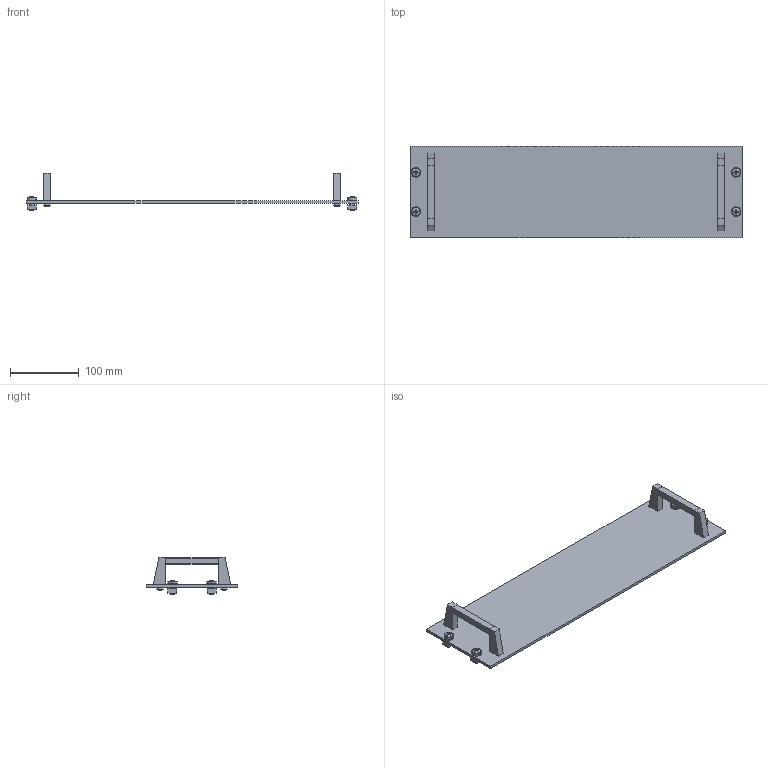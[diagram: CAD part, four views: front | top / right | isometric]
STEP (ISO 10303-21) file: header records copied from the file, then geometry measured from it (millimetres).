
FILE_DESCRIPTION (( 'STEP AP214' ), '1' );
FILE_NAME ('2056-7003-00-04.step', '2024-11-05T06:09:33', ( '' ), ( '' ), 'SwSTEP 2.0', 'SolidWorks 2019', '' );
FILE_SCHEMA (( 'AUTOMOTIVE_DESIGN' ));
Length unit declared in the file: millimetre
Products named in the file (1): 2056-7003-00-04
Bounding box: 483 x 132.5 x 54.59 mm (x, y, z)
Volume: 295505.1 mm3; surface area: 163092 mm2
Topology: 27 solids, 27 shells, 418 faces, 1040 edges, 688 vertices
Faces by surface type: plane 302, cylinder 100, torus 16
Entity records: 15721 total; most frequent: CARTESIAN_POINT 2547, ORIENTED_EDGE 2080, DIRECTION 2014, EDGE_CURVE 1040, VERTEX_POINT 688, VECTOR 680, LINE 680, AXIS2_PLACEMENT_3D 667
